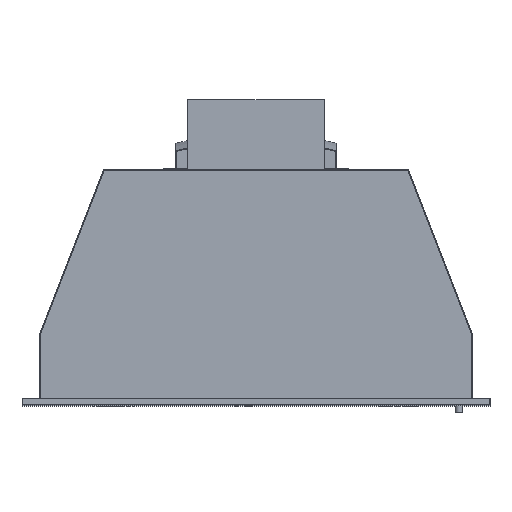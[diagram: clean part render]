
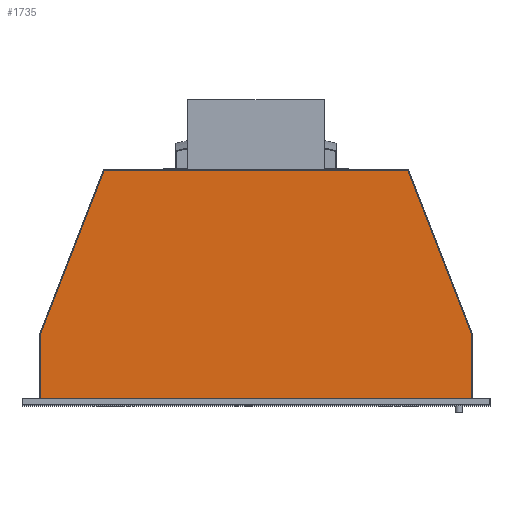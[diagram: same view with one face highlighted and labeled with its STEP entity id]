
A CAD part, top view. The second image highlights one B-rep face of the part: STEP entity #1735.
In plain terms, the highlighted planar face has unit normal (0, 0, 1).
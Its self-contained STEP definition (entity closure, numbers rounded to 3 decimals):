
#93=DIRECTION('',(1.,0.,0.));
#94=VECTOR('',#93,485.);
#95=CARTESIAN_POINT('',(-242.5,1.,132.5));
#96=LINE('',#95,#94);
#449=DIRECTION('',(0.,1.,0.));
#450=VECTOR('',#449,80.);
#451=CARTESIAN_POINT('',(-242.5,1.,132.5));
#452=LINE('',#451,#450);
#453=DIRECTION('',(-0.362,-0.932,0.));
#454=VECTOR('',#453,197.404);
#455=CARTESIAN_POINT('',(-171.,265.,132.5));
#456=LINE('',#455,#454);
#457=DIRECTION('',(-1.,0.,0.));
#458=VECTOR('',#457,342.);
#459=CARTESIAN_POINT('',(171.,265.,132.5));
#460=LINE('',#459,#458);
#461=DIRECTION('',(-0.362,0.932,0.));
#462=VECTOR('',#461,197.404);
#463=CARTESIAN_POINT('',(242.5,81.,132.5));
#464=LINE('',#463,#462);
#465=DIRECTION('',(0.,1.,0.));
#466=VECTOR('',#465,80.);
#467=CARTESIAN_POINT('',(242.5,1.,132.5));
#468=LINE('',#467,#466);
#814=CARTESIAN_POINT('',(242.5,81.,132.5));
#815=CARTESIAN_POINT('',(171.,265.,132.5));
#816=VERTEX_POINT('',#814);
#817=VERTEX_POINT('',#815);
#818=CARTESIAN_POINT('',(-171.,265.,132.5));
#819=VERTEX_POINT('',#818);
#820=CARTESIAN_POINT('',(-242.5,81.,132.5));
#821=VERTEX_POINT('',#820);
#846=CARTESIAN_POINT('',(-242.5,1.,132.5));
#847=CARTESIAN_POINT('',(242.5,1.,132.5));
#848=VERTEX_POINT('',#846);
#849=VERTEX_POINT('',#847);
#1718=CARTESIAN_POINT('',(0.,0.,132.5));
#1719=DIRECTION('',(0.,0.,1.));
#1720=DIRECTION('',(1.,0.,0.));
#1721=AXIS2_PLACEMENT_3D('',#1718,#1719,#1720);
#1722=PLANE('',#1721);
#1723=ORIENTED_EDGE('',*,*,#1216,.F.);
#1725=ORIENTED_EDGE('',*,*,#1724,.T.);
#1727=ORIENTED_EDGE('',*,*,#1726,.F.);
#1728=ORIENTED_EDGE('',*,*,#1102,.F.);
#1730=ORIENTED_EDGE('',*,*,#1729,.F.);
#1732=ORIENTED_EDGE('',*,*,#1731,.F.);
#1733=EDGE_LOOP('',(#1723,#1725,#1727,#1728,#1730,#1732));
#1734=FACE_OUTER_BOUND('',#1733,.F.);
#1735=ADVANCED_FACE('',(#1734),#1722,.T.);
#1102=EDGE_CURVE('',#817,#819,#460,.T.);
#1216=EDGE_CURVE('',#848,#849,#96,.T.);
#1724=EDGE_CURVE('',#848,#821,#452,.T.);
#1726=EDGE_CURVE('',#819,#821,#456,.T.);
#1729=EDGE_CURVE('',#816,#817,#464,.T.);
#1731=EDGE_CURVE('',#849,#816,#468,.T.);
